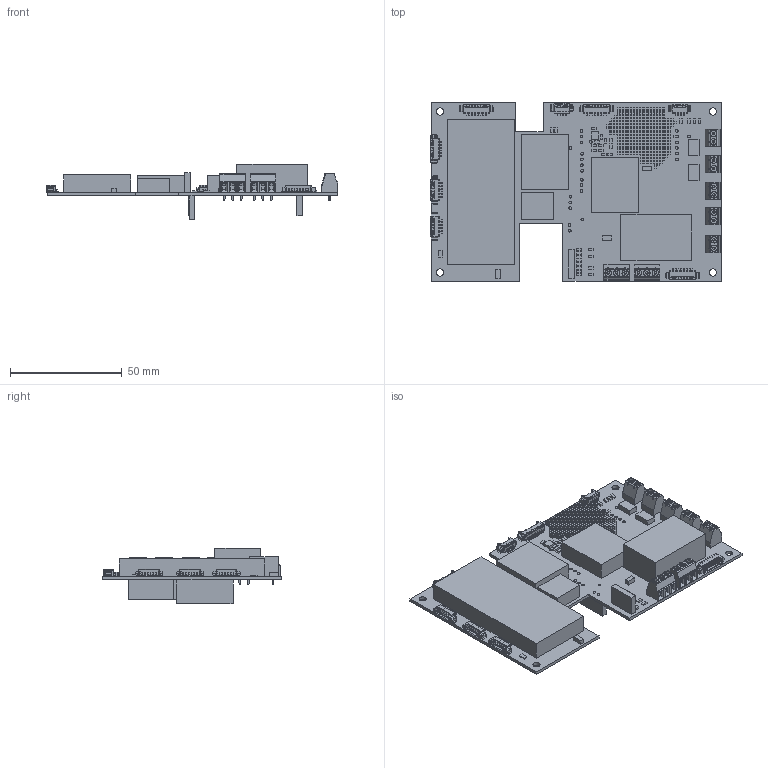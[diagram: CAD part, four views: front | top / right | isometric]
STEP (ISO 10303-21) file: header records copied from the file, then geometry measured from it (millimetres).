
FILE_DESCRIPTION((''),'2;1');
FILE_NAME('PCB_CTR1S_00_MECH_ASM','2020-05-06T17:45:04',('mmaggiali'),(''),'CREO PARAMETRIC BY PTC INC, 2019344','CREO PARAMETRIC BY PTC INC, 2019344','');
FILE_SCHEMA(('CONFIG_CONTROL_DESIGN'));
Length unit declared in the file: inch
Products named in the file (22): PCB_CTR1S_00_MECH; PSTRIP8X1_M; PSTRIP10X1_M; PSTRIP6X1_M; TP-ATE-TH; 0603; DO214AA; PSTRIP5X1_M; MKDS13-381; MKDS12-381; 0805; TP-1206; TP-ATE; 3190; 1536; SOT23-5; JHM10D; 4132; PICOBLADE-6X1-MALE90-P125; PICOBLADE-8X1-MALE90-P125; PICOBLADE-4X1-MALE90-P125; PCB_CTR1S_00_MECH_ASM
Assembly tree (478 placements, depth 2):
  PCB_CTR1S_00_MECH_ASM
    PCB_CTR1S_00_MECH
    PSTRIP8X1_M  x2
    PSTRIP10X1_M
    PSTRIP6X1_M
    TP-ATE-TH  x369
    0603  x51
    DO214AA  x2
    PSTRIP5X1_M
    MKDS13-381  x2
    MKDS12-381  x5
    0805
    TP-1206  x3
    TP-ATE  x25
    3190  x2
    1536
    SOT23-5
    JHM10D
    4132
    PICOBLADE-6X1-MALE90-P125  x3
    PICOBLADE-8X1-MALE90-P125  x3
    PICOBLADE-4X1-MALE90-P125  x2
Bounding box: 130.59 x 80 x 24.81 mm (x, y, z)
Volume: 53401.8 mm3; surface area: 44472.3 mm2
Topology: 478 solids, 478 shells, 6419 faces, 15353 edges, 10000 vertices
Faces by surface type: plane 5830, cylinder 493, bspline 64, cone 32
Entity records: 46906 total; most frequent: CARTESIAN_POINT 8790, DIRECTION 7665, ORIENTED_EDGE 7336, EDGE_CURVE 3668, VECTOR 3249, LINE 3249, VERTEX_POINT 2379, AXIS2_PLACEMENT_3D 2208
